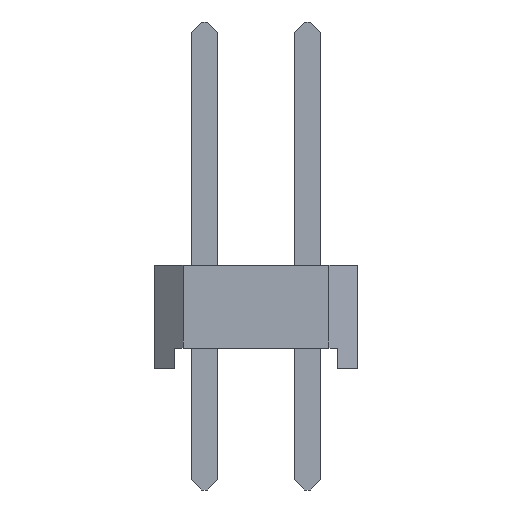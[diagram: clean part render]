
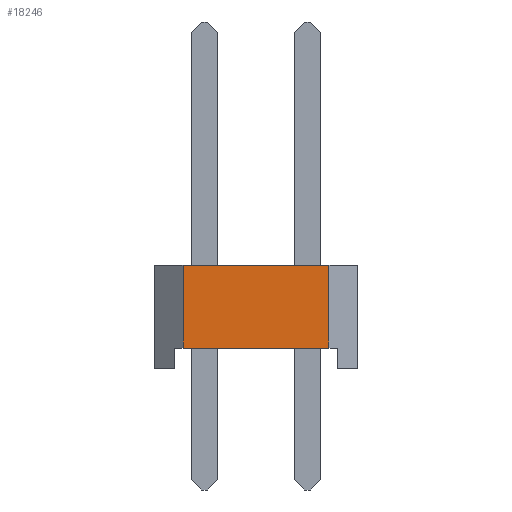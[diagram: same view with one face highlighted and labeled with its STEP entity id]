
A CAD part, left-side view. The second image highlights one B-rep face of the part: STEP entity #18246.
In plain terms, the highlighted planar face has unit normal (-1, 0, 0).
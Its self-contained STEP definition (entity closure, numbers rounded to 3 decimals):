
#567=FACE_OUTER_BOUND('',#1629,.T.);
#1629=EDGE_LOOP('',(#12772,#12773,#12774,#12775));
#2636=LINE('',#24937,#5024);
#2956=LINE('',#25804,#5344);
#3411=LINE('',#26682,#5799);
#3412=LINE('',#26683,#5800);
#5024=VECTOR('',#20292,1.);
#5344=VECTOR('',#20614,1.);
#5799=VECTOR('',#21275,1.);
#5800=VECTOR('',#21276,1.);
#7490=VERTEX_POINT('',#24934);
#7491=VERTEX_POINT('',#24936);
#7820=VERTEX_POINT('',#25801);
#7821=VERTEX_POINT('',#25803);
#9234=EDGE_CURVE('',#7490,#7491,#2636,.T.);
#9566=EDGE_CURVE('',#7820,#7821,#2956,.T.);
#10021=EDGE_CURVE('',#7491,#7820,#3411,.T.);
#10022=EDGE_CURVE('',#7490,#7821,#3412,.T.);
#12772=ORIENTED_EDGE('',*,*,#10021,.F.);
#12773=ORIENTED_EDGE('',*,*,#9234,.F.);
#12774=ORIENTED_EDGE('',*,*,#10022,.T.);
#12775=ORIENTED_EDGE('',*,*,#9566,.F.);
#16977=PLANE('',#19277);
#18246=ADVANCED_FACE('',(#567),#16977,.F.);
#19277=AXIS2_PLACEMENT_3D('',#26681,#21273,#21274);
#20292=DIRECTION('',(0.,1.,0.));
#20614=DIRECTION('',(0.,-1.,0.));
#21273=DIRECTION('center_axis',(1.,0.,0.));
#21274=DIRECTION('ref_axis',(0.,0.,-1.));
#21275=DIRECTION('',(0.,0.,1.));
#21276=DIRECTION('',(0.,0.,1.));
#24934=CARTESIAN_POINT('',(-22.86,-1.8,0.5));
#24936=CARTESIAN_POINT('',(-22.86,1.8,0.5));
#24937=CARTESIAN_POINT('',(-22.86,2.,0.5));
#25801=CARTESIAN_POINT('',(-22.86,1.8,2.54));
#25803=CARTESIAN_POINT('',(-22.86,-1.8,2.54));
#25804=CARTESIAN_POINT('',(-22.86,2.5,2.54));
#26681=CARTESIAN_POINT('Origin',(-22.86,2.5,2.54));
#26682=CARTESIAN_POINT('',(-22.86,1.8,0.));
#26683=CARTESIAN_POINT('',(-22.86,-1.8,0.));
